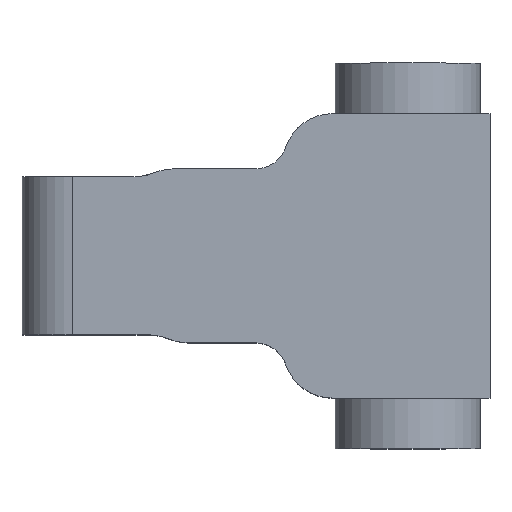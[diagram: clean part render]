
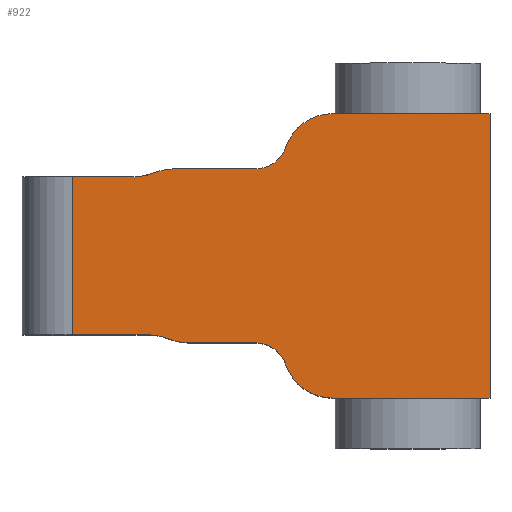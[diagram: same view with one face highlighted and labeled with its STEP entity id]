
A CAD part, top view. The second image highlights one B-rep face of the part: STEP entity #922.
In plain terms, the highlighted planar face has unit normal (0, 0, 1).
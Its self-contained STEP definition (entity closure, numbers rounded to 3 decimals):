
#59=PLANE('',#1021);
#107=FACE_OUTER_BOUND('',#161,.T.);
#161=EDGE_LOOP('',(#712,#713,#714,#715,#716,#717,#718,#719,#720,#721,#722,
#723,#724,#725,#726,#727));
#217=LINE('',#1606,#301);
#223=LINE('',#1623,#307);
#224=LINE('',#1628,#308);
#225=LINE('',#1630,#309);
#226=LINE('',#1635,#310);
#227=LINE('',#1637,#311);
#228=LINE('',#1639,#312);
#229=LINE('',#1640,#313);
#301=VECTOR('',#1173,10.);
#307=VECTOR('',#1189,10.);
#308=VECTOR('',#1196,10.);
#309=VECTOR('',#1199,10.);
#310=VECTOR('',#1204,10.);
#311=VECTOR('',#1205,10.);
#312=VECTOR('',#1206,10.);
#313=VECTOR('',#1207,10.);
#367=CIRCLE('',#980,32.);
#370=CIRCLE('',#984,32.);
#379=CIRCLE('',#995,32.);
#380=CIRCLE('',#997,20.);
#381=CIRCLE('',#999,32.);
#382=CIRCLE('',#1001,20.);
#395=CIRCLE('',#1022,32.);
#396=CIRCLE('',#1023,32.);
#411=VERTEX_POINT('',#1385);
#412=VERTEX_POINT('',#1386);
#418=VERTEX_POINT('',#1421);
#434=VERTEX_POINT('',#1457);
#435=VERTEX_POINT('',#1459);
#436=VERTEX_POINT('',#1463);
#437=VERTEX_POINT('',#1467);
#438=VERTEX_POINT('',#1468);
#439=VERTEX_POINT('',#1473);
#449=VERTEX_POINT('',#1620);
#450=VERTEX_POINT('',#1622);
#451=VERTEX_POINT('',#1626);
#452=VERTEX_POINT('',#1631);
#453=VERTEX_POINT('',#1633);
#454=VERTEX_POINT('',#1636);
#455=VERTEX_POINT('',#1638);
#498=EDGE_CURVE('',#411,#412,#367,.T.);
#506=EDGE_CURVE('',#418,#411,#370,.T.);
#524=EDGE_CURVE('',#434,#435,#379,.T.);
#527=EDGE_CURVE('',#436,#434,#380,.T.);
#528=EDGE_CURVE('',#437,#438,#381,.T.);
#531=EDGE_CURVE('',#438,#439,#382,.T.);
#542=EDGE_CURVE('',#436,#412,#217,.T.);
#550=EDGE_CURVE('',#449,#450,#223,.T.);
#553=EDGE_CURVE('',#450,#451,#224,.T.);
#554=EDGE_CURVE('',#418,#451,#225,.T.);
#555=EDGE_CURVE('',#452,#449,#395,.T.);
#556=EDGE_CURVE('',#453,#452,#396,.T.);
#557=EDGE_CURVE('',#453,#439,#226,.T.);
#558=EDGE_CURVE('',#437,#454,#227,.T.);
#559=EDGE_CURVE('',#454,#455,#228,.T.);
#560=EDGE_CURVE('',#455,#435,#229,.T.);
#712=ORIENTED_EDGE('',*,*,#498,.F.);
#713=ORIENTED_EDGE('',*,*,#506,.F.);
#714=ORIENTED_EDGE('',*,*,#554,.T.);
#715=ORIENTED_EDGE('',*,*,#553,.F.);
#716=ORIENTED_EDGE('',*,*,#550,.F.);
#717=ORIENTED_EDGE('',*,*,#555,.F.);
#718=ORIENTED_EDGE('',*,*,#556,.F.);
#719=ORIENTED_EDGE('',*,*,#557,.T.);
#720=ORIENTED_EDGE('',*,*,#531,.F.);
#721=ORIENTED_EDGE('',*,*,#528,.F.);
#722=ORIENTED_EDGE('',*,*,#558,.T.);
#723=ORIENTED_EDGE('',*,*,#559,.T.);
#724=ORIENTED_EDGE('',*,*,#560,.T.);
#725=ORIENTED_EDGE('',*,*,#524,.F.);
#726=ORIENTED_EDGE('',*,*,#527,.F.);
#727=ORIENTED_EDGE('',*,*,#542,.T.);
#922=ADVANCED_FACE('',(#107),#59,.T.);
#980=AXIS2_PLACEMENT_3D('',#1387,#1089,#1090);
#984=AXIS2_PLACEMENT_3D('',#1423,#1101,#1102);
#995=AXIS2_PLACEMENT_3D('',#1460,#1132,#1133);
#997=AXIS2_PLACEMENT_3D('',#1465,#1138,#1139);
#999=AXIS2_PLACEMENT_3D('',#1469,#1142,#1143);
#1001=AXIS2_PLACEMENT_3D('',#1474,#1148,#1149);
#1021=AXIS2_PLACEMENT_3D('',#1629,#1197,#1198);
#1022=AXIS2_PLACEMENT_3D('',#1632,#1200,#1201);
#1023=AXIS2_PLACEMENT_3D('',#1634,#1202,#1203);
#1089=DIRECTION('center_axis',(0.,0.,-1.));
#1090=DIRECTION('ref_axis',(-0.198,0.98,0.));
#1101=DIRECTION('center_axis',(0.,0.,1.));
#1102=DIRECTION('ref_axis',(0.537,-0.844,0.));
#1132=DIRECTION('center_axis',(0.,0.,-1.));
#1133=DIRECTION('ref_axis',(0.,-1.,0.));
#1138=DIRECTION('center_axis',(0.,0.,1.));
#1139=DIRECTION('ref_axis',(0.602,-0.798,0.));
#1142=DIRECTION('center_axis',(0.,0.,-1.));
#1143=DIRECTION('ref_axis',(0.,1.,0.));
#1148=DIRECTION('center_axis',(0.,0.,1.));
#1149=DIRECTION('ref_axis',(0.602,0.798,0.));
#1173=DIRECTION('',(-1.,0.,0.));
#1189=DIRECTION('',(-1.,0.,0.));
#1196=DIRECTION('',(0.,1.,0.));
#1197=DIRECTION('center_axis',(0.,0.,1.));
#1198=DIRECTION('ref_axis',(1.,0.,0.));
#1199=DIRECTION('',(-1.,0.,0.));
#1200=DIRECTION('center_axis',(0.,0.,1.));
#1201=DIRECTION('ref_axis',(0.198,0.98,0.));
#1202=DIRECTION('center_axis',(0.,0.,-1.));
#1203=DIRECTION('ref_axis',(-0.537,-0.844,0.));
#1204=DIRECTION('',(1.,0.,0.));
#1205=DIRECTION('',(1.,0.,0.));
#1206=DIRECTION('',(0.,1.,0.));
#1207=DIRECTION('',(-1.,0.,0.));
#1385=CARTESIAN_POINT('',(-112.776,52.5,47.));
#1386=CARTESIAN_POINT('',(-100.376,55.,47.));
#1387=CARTESIAN_POINT('Origin',(-100.376,23.,47.));
#1421=CARTESIAN_POINT('',(-125.176,50.,47.));
#1423=CARTESIAN_POINT('Origin',(-125.176,82.,47.));
#1457=CARTESIAN_POINT('',(-29.342,68.462,47.));
#1459=CARTESIAN_POINT('',(0.899,90.,47.));
#1460=CARTESIAN_POINT('Origin',(0.899,58.,47.));
#1463=CARTESIAN_POINT('',(-48.243,55.,47.));
#1465=CARTESIAN_POINT('Origin',(-48.243,75.,47.));
#1467=CARTESIAN_POINT('',(0.899,-90.,47.));
#1468=CARTESIAN_POINT('',(-29.342,-68.462,47.));
#1469=CARTESIAN_POINT('Origin',(0.899,-58.,47.));
#1473=CARTESIAN_POINT('',(-48.243,-55.,47.));
#1474=CARTESIAN_POINT('Origin',(-48.243,-75.,47.));
#1606=CARTESIAN_POINT('',(-33.157,55.,47.));
#1620=CARTESIAN_POINT('',(-115.624,-50.,47.));
#1622=CARTESIAN_POINT('',(-164.,-50.,47.));
#1623=CARTESIAN_POINT('',(-108.,-50.,47.));
#1626=CARTESIAN_POINT('',(-164.,50.,47.));
#1628=CARTESIAN_POINT('',(-164.,0.,47.));
#1629=CARTESIAN_POINT('Origin',(-4.,0.,47.));
#1630=CARTESIAN_POINT('',(-108.,50.,47.));
#1631=CARTESIAN_POINT('',(-103.224,-52.5,47.));
#1632=CARTESIAN_POINT('Origin',(-115.624,-82.,47.));
#1633=CARTESIAN_POINT('',(-90.824,-55.,47.));
#1634=CARTESIAN_POINT('Origin',(-90.824,-23.,47.));
#1635=CARTESIAN_POINT('',(-108.,-55.,47.));
#1636=CARTESIAN_POINT('',(100.,-90.,47.));
#1637=CARTESIAN_POINT('',(-23.157,-90.,47.));
#1638=CARTESIAN_POINT('',(100.,90.,47.));
#1639=CARTESIAN_POINT('',(100.,-90.,47.));
#1640=CARTESIAN_POINT('',(100.,90.,47.));
